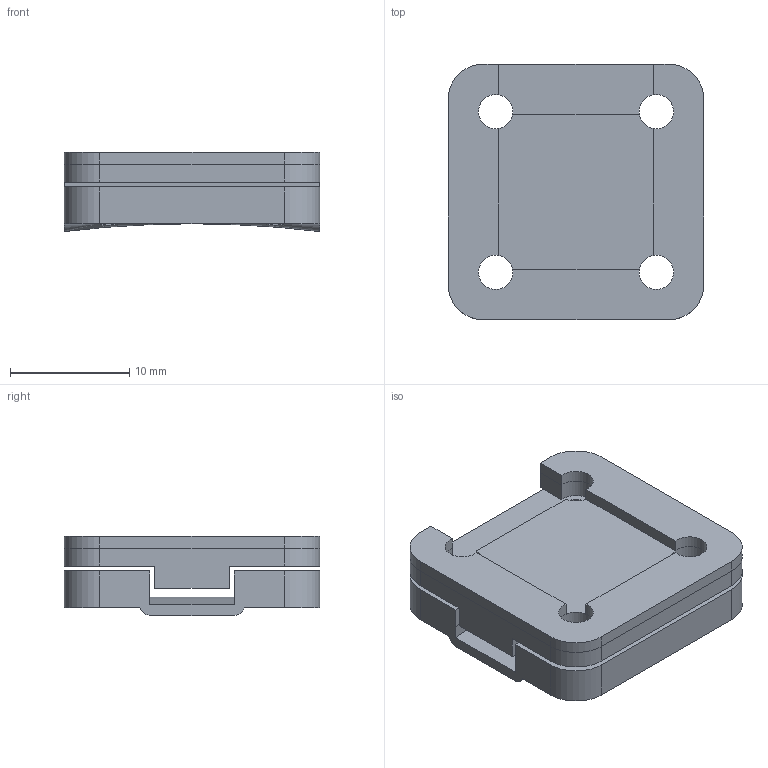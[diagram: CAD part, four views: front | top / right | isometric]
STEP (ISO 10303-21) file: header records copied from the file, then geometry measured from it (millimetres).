
FILE_DESCRIPTION(/* description */ (''),/* implementation_level */ '2;1');
FILE_NAME(/* name */ 'FOCEars-motor-mounting-pieces.step',/* time_stamp */ '2025-07-20T02:36:11+02:00',/* author */ (''),/* organization */ (''),/* preprocessor_version */ 'ST-DEVELOPER v20.1',/* originating_system */ 'Autodesk Translation Framework v14.10.0.0',/* authorisation */ '');
FILE_SCHEMA (('AUTOMOTIVE_DESIGN { 1 0 10303 214 3 1 1 }'));
Length unit declared in the file: millimetre
Products named in the file (1): Mitoot 2804 Motor Mount
Bounding box: 21.5 x 21.5 x 6.66 mm (x, y, z)
Volume: 1894.8 mm3; surface area: 2919.7 mm2
Topology: 3 solids, 3 shells, 77 faces, 211 edges, 140 vertices
Faces by surface type: plane 42, cylinder 31, torus 4
Full cylindrical faces by diameter (mm): 2.9 x6, 5.5 x4
Entity records: 2590 total; most frequent: CARTESIAN_POINT 549, ORIENTED_EDGE 422, DIRECTION 420, EDGE_CURVE 211, AXIS2_PLACEMENT_3D 147, VERTEX_POINT 140, LINE 126, VECTOR 126
